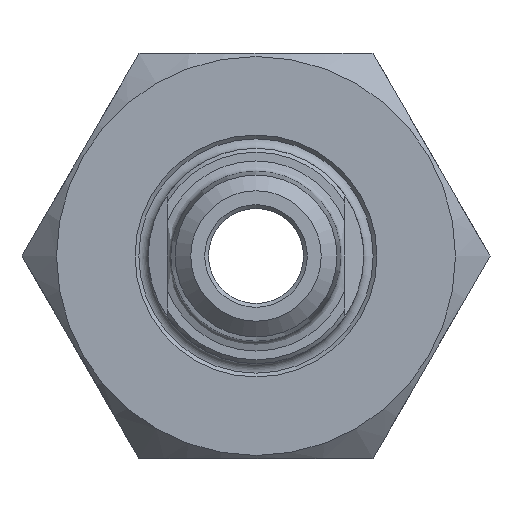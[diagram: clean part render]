
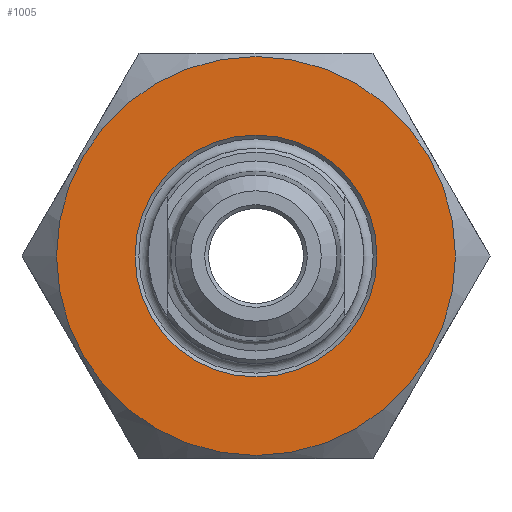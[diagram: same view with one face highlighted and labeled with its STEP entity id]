
A CAD part, left-side view. The second image highlights one B-rep face of the part: STEP entity #1005.
In plain terms, the highlighted planar face has unit normal (-1, 0, 0).
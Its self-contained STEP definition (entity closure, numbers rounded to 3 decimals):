
#54=FACE_BOUND('',#167,.T.);
#71=PLANE('',#1150);
#104=FACE_OUTER_BOUND('',#166,.T.);
#166=EDGE_LOOP('',(#721));
#167=EDGE_LOOP('',(#722));
#348=CIRCLE('',#1131,15.75);
#355=CIRCLE('',#1145,9.55);
#431=VERTEX_POINT('',#1661);
#437=VERTEX_POINT('',#1687);
#533=EDGE_CURVE('',#431,#431,#348,.T.);
#545=EDGE_CURVE('',#437,#437,#355,.T.);
#721=ORIENTED_EDGE('',*,*,#533,.T.);
#722=ORIENTED_EDGE('',*,*,#545,.F.);
#1005=ADVANCED_FACE('',(#104,#54),#71,.T.);
#1131=AXIS2_PLACEMENT_3D('',#1663,#1281,#1282);
#1145=AXIS2_PLACEMENT_3D('',#1688,#1314,#1315);
#1150=AXIS2_PLACEMENT_3D('',#1698,#1326,#1327);
#1281=DIRECTION('center_axis',(-1.,0.,0.));
#1282=DIRECTION('ref_axis',(0.,1.,0.));
#1314=DIRECTION('center_axis',(-1.,0.,0.));
#1315=DIRECTION('ref_axis',(0.,0.,-1.));
#1326=DIRECTION('center_axis',(-1.,0.,0.));
#1327=DIRECTION('ref_axis',(0.,0.,1.));
#1661=CARTESIAN_POINT('',(-13.5,-15.75,0.));
#1663=CARTESIAN_POINT('Origin',(-13.5,0.,0.));
#1687=CARTESIAN_POINT('',(-13.5,0.,9.55));
#1688=CARTESIAN_POINT('Origin',(-13.5,0.,0.));
#1698=CARTESIAN_POINT('Origin',(-13.5,0.,0.));
